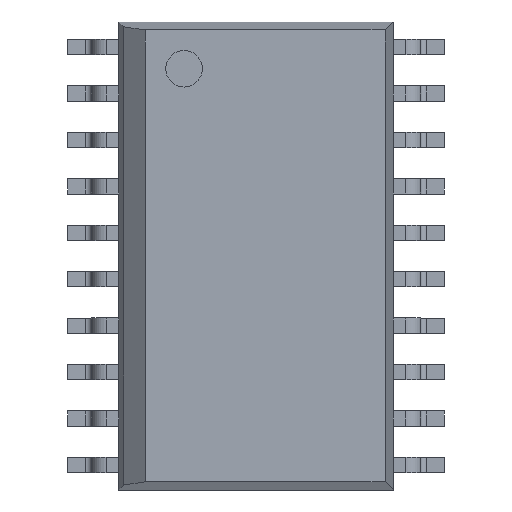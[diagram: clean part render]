
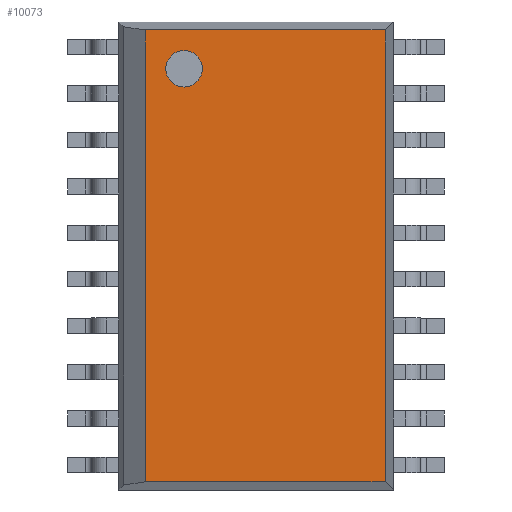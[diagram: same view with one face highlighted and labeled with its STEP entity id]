
A CAD part, top view. The second image highlights one B-rep face of the part: STEP entity #10073.
In plain terms, the highlighted planar face has unit normal (0, 0, 1).
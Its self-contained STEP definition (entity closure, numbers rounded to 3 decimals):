
#365 = CARTESIAN_POINT ( 'NONE',  ( -3.03, -6.4, 2.7 ) ) ;
#761 = ORIENTED_EDGE ( 'NONE', *, *, #3962, .T. ) ;
#807 = PLANE ( 'NONE',  #2270 ) ;
#832 = DIRECTION ( 'NONE',  ( 1., 0., 0. ) ) ;
#941 = EDGE_LOOP ( 'NONE', ( #7730, #12688, #761, #9997 ) ) ;
#1063 = VECTOR ( 'NONE', #12443, 1000. ) ;
#1200 = DIRECTION ( 'NONE',  ( 1., 0., 0. ) ) ;
#1343 = LINE ( 'NONE', #365, #6539 ) ;
#1373 = DIRECTION ( 'NONE',  ( 0., 0., 1. ) ) ;
#1455 = CIRCLE ( 'NONE', #1908, 0.5 ) ;
#1908 = AXIS2_PLACEMENT_3D ( 'NONE', #3534, #1373, #11550 ) ;
#1919 = DIRECTION ( 'NONE',  ( 1., 0., 0. ) ) ;
#2094 = EDGE_CURVE ( 'NONE', #6807, #8857, #8472, .T. ) ;
#2270 = AXIS2_PLACEMENT_3D ( 'NONE', #7107, #11263, #1919 ) ;
#2597 = DIRECTION ( 'NONE',  ( -1., 0., 0. ) ) ;
#3282 = LINE ( 'NONE', #12511, #1063 ) ;
#3526 = CARTESIAN_POINT ( 'NONE',  ( -1.469, 5.119, 2.7 ) ) ;
#3534 = CARTESIAN_POINT ( 'NONE',  ( -1.969, 5.119, 2.7 ) ) ;
#3908 = VECTOR ( 'NONE', #832, 1000. ) ;
#3962 = EDGE_CURVE ( 'NONE', #8204, #5863, #12166, .T. ) ;
#4136 = AXIS2_PLACEMENT_3D ( 'NONE', #5356, #10558, #1200 ) ;
#4442 = VERTEX_POINT ( 'NONE', #8728 ) ;
#5069 = VECTOR ( 'NONE', #2597, 1000. ) ;
#5124 = FACE_OUTER_BOUND ( 'NONE', #941, .T. ) ;
#5310 = CARTESIAN_POINT ( 'NONE',  ( 3.53, 6.18, 2.7 ) ) ;
#5356 = CARTESIAN_POINT ( 'NONE',  ( -1.969, 5.119, 2.7 ) ) ;
#5863 = VERTEX_POINT ( 'NONE', #8532 ) ;
#6081 = EDGE_CURVE ( 'NONE', #5863, #6807, #3282, .T. ) ;
#6539 = VECTOR ( 'NONE', #12743, 1000. ) ;
#6807 = VERTEX_POINT ( 'NONE', #5310 ) ;
#6989 = CARTESIAN_POINT ( 'NONE',  ( -3.03, -6.18, 2.7 ) ) ;
#7096 = EDGE_CURVE ( 'NONE', #4442, #9229, #13080, .T. ) ;
#7107 = CARTESIAN_POINT ( 'NONE',  ( 3.75, -6.4, 2.7 ) ) ;
#7730 = ORIENTED_EDGE ( 'NONE', *, *, #2094, .T. ) ;
#8204 = VERTEX_POINT ( 'NONE', #6989 ) ;
#8421 = ORIENTED_EDGE ( 'NONE', *, *, #12161, .F. ) ;
#8472 = LINE ( 'NONE', #9917, #5069 ) ;
#8532 = CARTESIAN_POINT ( 'NONE',  ( 3.53, -6.18, 2.7 ) ) ;
#8728 = CARTESIAN_POINT ( 'NONE',  ( -2.469, 5.119, 2.7 ) ) ;
#8857 = VERTEX_POINT ( 'NONE', #12927 ) ;
#9149 = ORIENTED_EDGE ( 'NONE', *, *, #7096, .F. ) ;
#9229 = VERTEX_POINT ( 'NONE', #3526 ) ;
#9917 = CARTESIAN_POINT ( 'NONE',  ( -3.75, 6.18, 2.7 ) ) ;
#9997 = ORIENTED_EDGE ( 'NONE', *, *, #6081, .T. ) ;
#10073 = ADVANCED_FACE ( 'NONE', ( #10384, #5124 ), #807, .T. ) ;
#10206 = CARTESIAN_POINT ( 'NONE',  ( 3.75, -6.18, 2.7 ) ) ;
#10316 = EDGE_LOOP ( 'NONE', ( #8421, #9149 ) ) ;
#10384 = FACE_BOUND ( 'NONE', #10316, .T. ) ;
#10558 = DIRECTION ( 'NONE',  ( 0., 0., 1. ) ) ;
#10817 = EDGE_CURVE ( 'NONE', #8857, #8204, #1343, .T. ) ;
#11263 = DIRECTION ( 'NONE',  ( 0., 0., 1. ) ) ;
#11550 = DIRECTION ( 'NONE',  ( 1., 0., 0. ) ) ;
#12161 = EDGE_CURVE ( 'NONE', #9229, #4442, #1455, .T. ) ;
#12166 = LINE ( 'NONE', #10206, #3908 ) ;
#12443 = DIRECTION ( 'NONE',  ( 0., 1., 0. ) ) ;
#12511 = CARTESIAN_POINT ( 'NONE',  ( 3.53, 6.4, 2.7 ) ) ;
#12688 = ORIENTED_EDGE ( 'NONE', *, *, #10817, .T. ) ;
#12743 = DIRECTION ( 'NONE',  ( 0., -1., 0. ) ) ;
#12927 = CARTESIAN_POINT ( 'NONE',  ( -3.03, 6.18, 2.7 ) ) ;
#13080 = CIRCLE ( 'NONE', #4136, 0.5 ) ;
